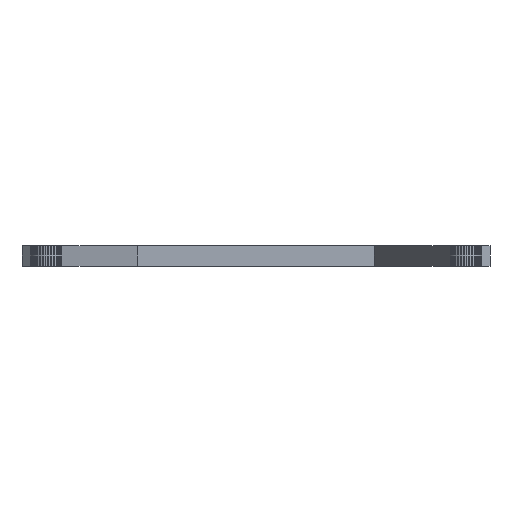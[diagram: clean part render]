
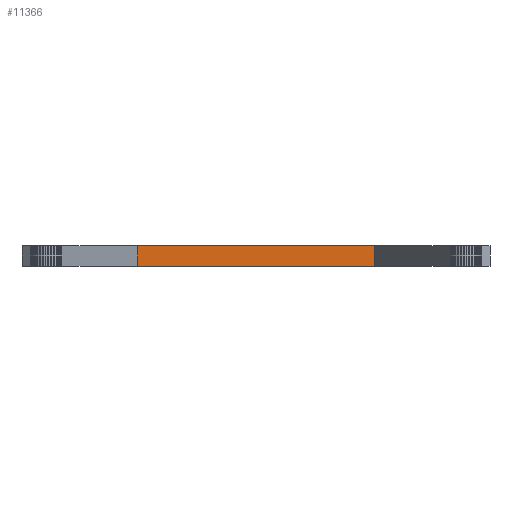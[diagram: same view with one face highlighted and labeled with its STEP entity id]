
A CAD part, front view. The second image highlights one B-rep face of the part: STEP entity #11366.
In plain terms, the highlighted planar face has unit normal (0, -1, 0).
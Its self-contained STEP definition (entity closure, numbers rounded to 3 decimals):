
#55 = PLANE('',#56);
#56 = AXIS2_PLACEMENT_3D('',#57,#58,#59);
#57 = CARTESIAN_POINT('',(56.,-14.6,0.));
#58 = DIRECTION('',(0.,0.,1.));
#59 = DIRECTION('',(1.,0.,0.));
#109 = PLANE('',#110);
#110 = AXIS2_PLACEMENT_3D('',#111,#112,#113);
#111 = CARTESIAN_POINT('',(46.576,-19.,5.));
#112 = DIRECTION('',(0.,0.,-1.));
#113 = DIRECTION('',(-1.,0.,0.));
#3400 = VERTEX_POINT('',#3401);
#3401 = CARTESIAN_POINT('',(-28.333,-19.,0.));
#3415 = PLANE('',#3416);
#3416 = AXIS2_PLACEMENT_3D('',#3417,#3418,#3419);
#3417 = CARTESIAN_POINT('',(-28.333,-19.,5.));
#3418 = DIRECTION('',(0.876,-0.483,0.));
#3419 = DIRECTION('',(0.483,0.876,0.));
#3427 = EDGE_CURVE('',#3400,#3428,#3430,.T.);
#3428 = VERTEX_POINT('',#3429);
#3429 = CARTESIAN_POINT('',(28.333,-19.,0.));
#3430 = SURFACE_CURVE('',#3431,(#3435,#3442),.PCURVE_S1.);
#3431 = LINE('',#3432,#3433);
#3432 = CARTESIAN_POINT('',(0.,-19.,0.));
#3433 = VECTOR('',#3434,1.);
#3434 = DIRECTION('',(1.,0.,0.));
#3435 = PCURVE('',#55,#3436);
#3436 = DEFINITIONAL_REPRESENTATION('',(#3437),#3441);
#3437 = LINE('',#3438,#3439);
#3438 = CARTESIAN_POINT('',(-56.,-4.4));
#3439 = VECTOR('',#3440,1.);
#3440 = DIRECTION('',(1.,0.));
#3441 = ( GEOMETRIC_REPRESENTATION_CONTEXT(2) 
PARAMETRIC_REPRESENTATION_CONTEXT() REPRESENTATION_CONTEXT('2D SPACE',''
  ) );
#3442 = PCURVE('',#3443,#3448);
#3443 = PLANE('',#3444);
#3444 = AXIS2_PLACEMENT_3D('',#3445,#3446,#3447);
#3445 = CARTESIAN_POINT('',(0.,-19.,0.));
#3446 = DIRECTION('',(-0.,-1.,-0.));
#3447 = DIRECTION('',(0.,0.,-1.));
#3448 = DEFINITIONAL_REPRESENTATION('',(#3449),#3453);
#3449 = LINE('',#3450,#3451);
#3450 = CARTESIAN_POINT('',(-0.,0.));
#3451 = VECTOR('',#3452,1.);
#3452 = DIRECTION('',(-0.,1.));
#3453 = ( GEOMETRIC_REPRESENTATION_CONTEXT(2) 
PARAMETRIC_REPRESENTATION_CONTEXT() REPRESENTATION_CONTEXT('2D SPACE',''
  ) );
#3471 = PLANE('',#3472);
#3472 = AXIS2_PLACEMENT_3D('',#3473,#3474,#3475);
#3473 = CARTESIAN_POINT('',(28.333,-19.,5.));
#3474 = DIRECTION('',(-0.876,-0.483,-0.));
#3475 = DIRECTION('',(0.483,-0.876,0.));
#6128 = VERTEX_POINT('',#6129);
#6129 = CARTESIAN_POINT('',(28.333,-19.,5.));
#6150 = EDGE_CURVE('',#6128,#6151,#6153,.T.);
#6151 = VERTEX_POINT('',#6152);
#6152 = CARTESIAN_POINT('',(-28.333,-19.,5.));
#6153 = SURFACE_CURVE('',#6154,(#6158,#6165),.PCURVE_S1.);
#6154 = LINE('',#6155,#6156);
#6155 = CARTESIAN_POINT('',(0.,-19.,5.));
#6156 = VECTOR('',#6157,1.);
#6157 = DIRECTION('',(-1.,0.,0.));
#6158 = PCURVE('',#109,#6159);
#6159 = DEFINITIONAL_REPRESENTATION('',(#6160),#6164);
#6160 = LINE('',#6161,#6162);
#6161 = CARTESIAN_POINT('',(46.576,0.));
#6162 = VECTOR('',#6163,1.);
#6163 = DIRECTION('',(1.,0.));
#6164 = ( GEOMETRIC_REPRESENTATION_CONTEXT(2) 
PARAMETRIC_REPRESENTATION_CONTEXT() REPRESENTATION_CONTEXT('2D SPACE',''
  ) );
#6165 = PCURVE('',#3443,#6166);
#6166 = DEFINITIONAL_REPRESENTATION('',(#6167),#6171);
#6167 = LINE('',#6168,#6169);
#6168 = CARTESIAN_POINT('',(-5.,0.));
#6169 = VECTOR('',#6170,1.);
#6170 = DIRECTION('',(-0.,-1.));
#6171 = ( GEOMETRIC_REPRESENTATION_CONTEXT(2) 
PARAMETRIC_REPRESENTATION_CONTEXT() REPRESENTATION_CONTEXT('2D SPACE',''
  ) );
#11316 = EDGE_CURVE('',#6128,#3428,#11317,.T.);
#11317 = SURFACE_CURVE('',#11318,(#11322,#11329),.PCURVE_S1.);
#11318 = LINE('',#11319,#11320);
#11319 = CARTESIAN_POINT('',(28.333,-19.,5.));
#11320 = VECTOR('',#11321,1.);
#11321 = DIRECTION('',(-0.,-0.,-1.));
#11322 = PCURVE('',#3471,#11323);
#11323 = DEFINITIONAL_REPRESENTATION('',(#11324),#11328);
#11324 = LINE('',#11325,#11326);
#11325 = CARTESIAN_POINT('',(-0.,0.));
#11326 = VECTOR('',#11327,1.);
#11327 = DIRECTION('',(-0.,-1.));
#11328 = ( GEOMETRIC_REPRESENTATION_CONTEXT(2) 
PARAMETRIC_REPRESENTATION_CONTEXT() REPRESENTATION_CONTEXT('2D SPACE',''
  ) );
#11329 = PCURVE('',#3443,#11330);
#11330 = DEFINITIONAL_REPRESENTATION('',(#11331),#11335);
#11331 = LINE('',#11332,#11333);
#11332 = CARTESIAN_POINT('',(-5.,28.333));
#11333 = VECTOR('',#11334,1.);
#11334 = DIRECTION('',(1.,-0.));
#11335 = ( GEOMETRIC_REPRESENTATION_CONTEXT(2) 
PARAMETRIC_REPRESENTATION_CONTEXT() REPRESENTATION_CONTEXT('2D SPACE',''
  ) );
#11366 = ADVANCED_FACE('',(#11367),#3443,.T.);
#11367 = FACE_BOUND('',#11368,.F.);
#11368 = EDGE_LOOP('',(#11369,#11370,#11391,#11392));
#11369 = ORIENTED_EDGE('',*,*,#3427,.F.);
#11370 = ORIENTED_EDGE('',*,*,#11371,.F.);
#11371 = EDGE_CURVE('',#6151,#3400,#11372,.T.);
#11372 = SURFACE_CURVE('',#11373,(#11377,#11384),.PCURVE_S1.);
#11373 = LINE('',#11374,#11375);
#11374 = CARTESIAN_POINT('',(-28.333,-19.,5.));
#11375 = VECTOR('',#11376,1.);
#11376 = DIRECTION('',(0.,0.,-1.));
#11377 = PCURVE('',#3443,#11378);
#11378 = DEFINITIONAL_REPRESENTATION('',(#11379),#11383);
#11379 = LINE('',#11380,#11381);
#11380 = CARTESIAN_POINT('',(-5.,-28.333));
#11381 = VECTOR('',#11382,1.);
#11382 = DIRECTION('',(1.,-0.));
#11383 = ( GEOMETRIC_REPRESENTATION_CONTEXT(2) 
PARAMETRIC_REPRESENTATION_CONTEXT() REPRESENTATION_CONTEXT('2D SPACE',''
  ) );
#11384 = PCURVE('',#3415,#11385);
#11385 = DEFINITIONAL_REPRESENTATION('',(#11386),#11390);
#11386 = LINE('',#11387,#11388);
#11387 = CARTESIAN_POINT('',(0.,0.));
#11388 = VECTOR('',#11389,1.);
#11389 = DIRECTION('',(0.,-1.));
#11390 = ( GEOMETRIC_REPRESENTATION_CONTEXT(2) 
PARAMETRIC_REPRESENTATION_CONTEXT() REPRESENTATION_CONTEXT('2D SPACE',''
  ) );
#11391 = ORIENTED_EDGE('',*,*,#6150,.F.);
#11392 = ORIENTED_EDGE('',*,*,#11316,.T.);
